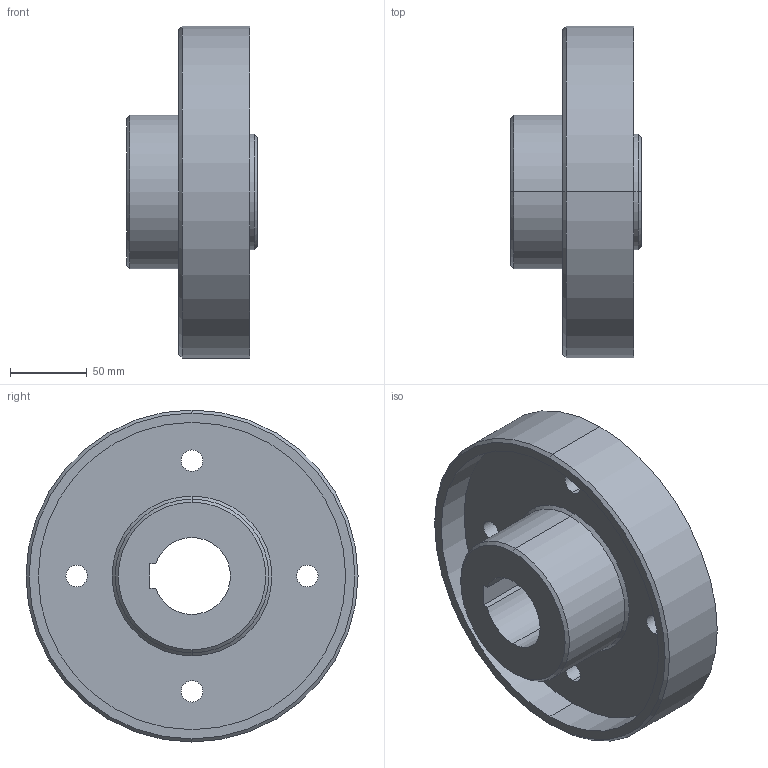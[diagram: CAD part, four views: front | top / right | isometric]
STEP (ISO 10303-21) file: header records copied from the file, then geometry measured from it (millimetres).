
FILE_DESCRIPTION (( 'STEP AP214' ), '1' );
FILE_NAME ('Falange.STEP', '2025-02-11T19:25:54', ( '' ), ( '' ), 'SwSTEP 2.0', 'SolidWorks 2024', '' );
FILE_SCHEMA (( 'AUTOMOTIVE_DESIGN' ));
Length unit declared in the file: millimetre
Products named in the file (1): Falange
Bounding box: 85 x 216 x 216 mm (x, y, z)
Volume: 1291205.2 mm3; surface area: 147523.3 mm2
Topology: 1 solids, 1 shells, 35 faces, 82 edges, 52 vertices
Faces by surface type: cylinder 19, cone 8, plane 8
Entity records: 1061 total; most frequent: DIRECTION 200, CARTESIAN_POINT 170, ORIENTED_EDGE 164, AXIS2_PLACEMENT_3D 82, EDGE_CURVE 82, VERTEX_POINT 52, EDGE_LOOP 48, CIRCLE 46
